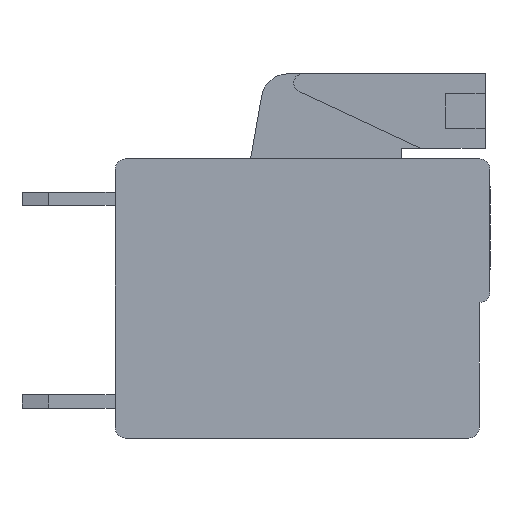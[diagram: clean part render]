
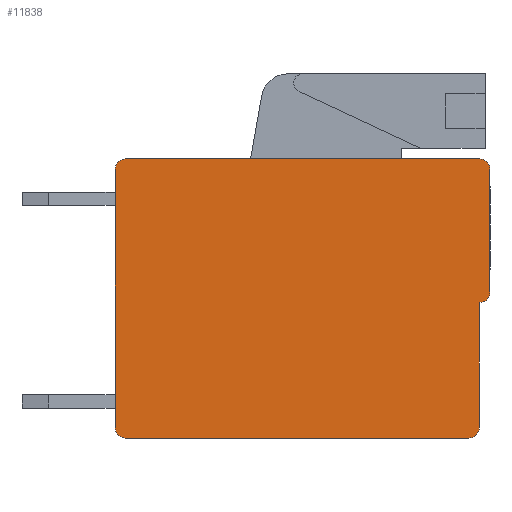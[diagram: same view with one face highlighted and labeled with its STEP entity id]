
A CAD part, front view. The second image highlights one B-rep face of the part: STEP entity #11838.
In plain terms, the highlighted planar face has unit normal (0, -1, 0).
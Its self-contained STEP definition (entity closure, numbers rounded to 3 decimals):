
#239=DIRECTION('',(-1.,0.,0.));
#240=VECTOR('',#239,13.3);
#241=CARTESIAN_POINT('',(13.7,-45.72,
0.));
#242=LINE('',#241,#240);
#2223=DIRECTION('',(0.,0.,1.));
#2224=VECTOR('',#2223,4.6);
#2225=CARTESIAN_POINT('',(14.1,-45.72,-5.));
#2226=LINE('',#2225,#2224);
#2689=DIRECTION('',(0.,0.,1.));
#2690=VECTOR('',#2689,4.7);
#2691=CARTESIAN_POINT('',(13.7,-45.72,-10.1));
#2692=LINE('',#2691,#2690);
#2697=DIRECTION('',(1.,0.,0.));
#2698=VECTOR('',#2697,12.9);
#2699=CARTESIAN_POINT('',(0.4,-45.72,
-10.5));
#2700=LINE('',#2699,#2698);
#3033=DIRECTION('',(0.,0.,-1.));
#3034=VECTOR('',#3033,9.7);
#3035=CARTESIAN_POINT('',(0.,-45.72,
-0.4));
#3036=LINE('',#3035,#3034);
#4053=CARTESIAN_POINT('',(0.4,-45.72,
-10.1));
#4054=DIRECTION('',(0.,1.,0.));
#4055=DIRECTION('',(0.,0.,-1.));
#4056=AXIS2_PLACEMENT_3D('',#4053,#4054,#4055);
#4058=CARTESIAN_POINT('',(0.4,-45.72,
-0.4));
#4059=DIRECTION('',(0.,1.,0.));
#4060=DIRECTION('',(-1.,0.,0.));
#4061=AXIS2_PLACEMENT_3D('',#4058,#4059,#4060);
#4063=CARTESIAN_POINT('',(13.7,-45.72,-0.4));
#4064=DIRECTION('',(0.,1.,0.));
#4065=DIRECTION('',(0.,0.,1.));
#4066=AXIS2_PLACEMENT_3D('',#4063,#4064,#4065);
#4068=CARTESIAN_POINT('',(13.7,-45.72,-5.));
#4069=DIRECTION('',(0.,1.,0.));
#4070=DIRECTION('',(1.,0.,0.));
#4071=AXIS2_PLACEMENT_3D('',#4068,#4069,#4070);
#4073=CARTESIAN_POINT('',(13.3,-45.72,-10.1));
#4074=DIRECTION('',(0.,1.,0.));
#4075=DIRECTION('',(1.,0.,0.));
#4076=AXIS2_PLACEMENT_3D('',#4073,#4074,#4075);
#5545=CARTESIAN_POINT('',(13.7,-45.72,
0.));
#5546=CARTESIAN_POINT('',(0.4,-45.72,
0.));
#5547=VERTEX_POINT('',#5545);
#5548=VERTEX_POINT('',#5546);
#5549=CARTESIAN_POINT('',(0.,-45.72,
-0.4));
#5550=CARTESIAN_POINT('',(0.,-45.72,
-10.1));
#5551=VERTEX_POINT('',#5549);
#5552=VERTEX_POINT('',#5550);
#5569=CARTESIAN_POINT('',(0.4,-45.72,
-10.5));
#5570=VERTEX_POINT('',#5569);
#5571=CARTESIAN_POINT('',(14.1,-45.72,-0.4));
#5572=VERTEX_POINT('',#5571);
#5573=CARTESIAN_POINT('',(14.1,-45.72,-5.));
#5574=VERTEX_POINT('',#5573);
#5575=CARTESIAN_POINT('',(13.7,-45.72,-5.4));
#5576=VERTEX_POINT('',#5575);
#5577=CARTESIAN_POINT('',(13.7,-45.72,-10.1));
#5578=VERTEX_POINT('',#5577);
#5579=CARTESIAN_POINT('',(13.3,-45.72,
-10.5));
#5580=VERTEX_POINT('',#5579);
#11821=CARTESIAN_POINT('',(7.05,-45.72,-5.25));
#11822=DIRECTION('',(0.,1.,0.));
#11823=DIRECTION('',(1.,0.,0.));
#11824=AXIS2_PLACEMENT_3D('',#11821,#11822,#11823);
#11825=PLANE('',#11824);
#11826=ORIENTED_EDGE('',*,*,#9759,.T.);
#11827=ORIENTED_EDGE('',*,*,#9783,.F.);
#11828=ORIENTED_EDGE('',*,*,#11813,.T.);
#11829=ORIENTED_EDGE('',*,*,#5825,.F.);
#11830=ORIENTED_EDGE('',*,*,#8553,.T.);
#11831=ORIENTED_EDGE('',*,*,#8568,.F.);
#11832=ORIENTED_EDGE('',*,*,#9681,.T.);
#11833=ORIENTED_EDGE('',*,*,#9696,.F.);
#11834=ORIENTED_EDGE('',*,*,#9711,.T.);
#11835=ORIENTED_EDGE('',*,*,#9728,.F.);
#11836=EDGE_LOOP('',(#11826,#11827,#11828,#11829,#11830,#11831,#11832,#11833,
#11834,#11835));
#11837=FACE_OUTER_BOUND('',#11836,.F.);
#4057=CIRCLE('',#4056,0.4);
#4062=CIRCLE('',#4061,0.4);
#4067=CIRCLE('',#4066,0.4);
#4072=CIRCLE('',#4071,0.4);
#4077=CIRCLE('',#4076,0.4);
#5825=EDGE_CURVE('',#5547,#5548,#242,.T.);
#8553=EDGE_CURVE('',#5547,#5572,#4067,.T.);
#8568=EDGE_CURVE('',#5574,#5572,#2226,.T.);
#9681=EDGE_CURVE('',#5574,#5576,#4072,.T.);
#9696=EDGE_CURVE('',#5578,#5576,#2692,.T.);
#9711=EDGE_CURVE('',#5578,#5580,#4077,.T.);
#9728=EDGE_CURVE('',#5570,#5580,#2700,.T.);
#9759=EDGE_CURVE('',#5570,#5552,#4057,.T.);
#9783=EDGE_CURVE('',#5551,#5552,#3036,.T.);
#11813=EDGE_CURVE('',#5551,#5548,#4062,.T.);
#11838=ADVANCED_FACE('',(#11837),#11825,.F.);
